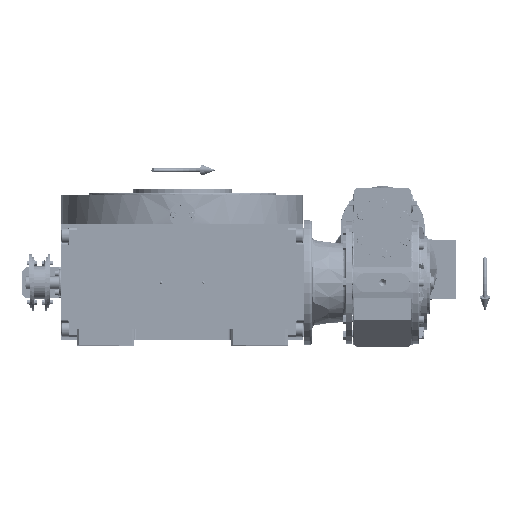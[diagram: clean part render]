
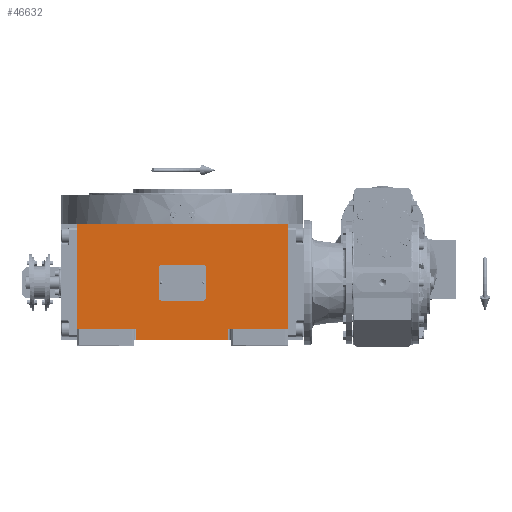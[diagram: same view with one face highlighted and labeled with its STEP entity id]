
A CAD part, top view. The second image highlights one B-rep face of the part: STEP entity #46632.
In plain terms, the highlighted planar face has unit normal (0, 0, 1).
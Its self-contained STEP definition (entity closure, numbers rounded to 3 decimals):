
#1655 = DIRECTION ( 'NONE',  ( 1., 0., 0. ) ) ;
#5512 = LINE ( 'NONE', #148437, #70421 ) ;
#7183 = CARTESIAN_POINT ( 'NONE',  ( -59., -73., 226. ) ) ;
#9302 = DIRECTION ( 'NONE',  ( 1., 0., 0. ) ) ;
#10967 = LINE ( 'NONE', #62906, #88709 ) ;
#13166 = ORIENTED_EDGE ( 'NONE', *, *, #118934, .T. ) ;
#15261 = CARTESIAN_POINT ( 'NONE',  ( 59., -59., 226. ) ) ;
#18274 = FACE_OUTER_BOUND ( 'NONE', #104630, .T. ) ;
#19957 = DIRECTION ( 'NONE',  ( 0., 0., 1. ) ) ;
#23666 = ORIENTED_EDGE ( 'NONE', *, *, #135474, .T. ) ;
#24107 = CARTESIAN_POINT ( 'NONE',  ( 135., -59., 226. ) ) ;
#33948 = LINE ( 'NONE', #61173, #91239 ) ;
#34019 = ORIENTED_EDGE ( 'NONE', *, *, #79806, .F. ) ;
#39658 = VERTEX_POINT ( 'NONE', #86745 ) ;
#45793 = CARTESIAN_POINT ( 'NONE',  ( -59., -59., 226. ) ) ;
#45898 = DIRECTION ( 'NONE',  ( 0., 1., 0. ) ) ;
#46632 = ADVANCED_FACE ( 'NONE', ( #18274 ), #150933, .T. ) ;
#52508 = VERTEX_POINT ( 'NONE', #163064 ) ;
#54444 = LINE ( 'NONE', #15261, #55711 ) ;
#55249 = ORIENTED_EDGE ( 'NONE', *, *, #61342, .F. ) ;
#55711 = VECTOR ( 'NONE', #1655, 1000. ) ;
#58598 = VERTEX_POINT ( 'NONE', #75433 ) ;
#59077 = VERTEX_POINT ( 'NONE', #155999 ) ;
#59116 = DIRECTION ( 'NONE',  ( 1., 0., 0. ) ) ;
#61173 = CARTESIAN_POINT ( 'NONE',  ( -135., -59., 226. ) ) ;
#61342 = EDGE_CURVE ( 'NONE', #59077, #39658, #33948, .T. ) ;
#61933 = ORIENTED_EDGE ( 'NONE', *, *, #106261, .F. ) ;
#62906 = CARTESIAN_POINT ( 'NONE',  ( -135., -59., 226. ) ) ;
#64912 = CARTESIAN_POINT ( 'NONE',  ( -135., 75., 226. ) ) ;
#65148 = EDGE_CURVE ( 'NONE', #52508, #159143, #54444, .T. ) ;
#65841 = VECTOR ( 'NONE', #152333, 1000. ) ;
#68003 = VERTEX_POINT ( 'NONE', #155241 ) ;
#70073 = VECTOR ( 'NONE', #117655, 1000. ) ;
#70421 = VECTOR ( 'NONE', #121261, 1000. ) ;
#73214 = EDGE_CURVE ( 'NONE', #58598, #153125, #143970, .T. ) ;
#73560 = CARTESIAN_POINT ( 'NONE',  ( -135., -73., 226. ) ) ;
#75433 = CARTESIAN_POINT ( 'NONE',  ( -59., -73., 226. ) ) ;
#77683 = LINE ( 'NONE', #64912, #70073 ) ;
#79313 = ORIENTED_EDGE ( 'NONE', *, *, #106455, .T. ) ;
#79806 = EDGE_CURVE ( 'NONE', #39658, #125782, #77683, .T. ) ;
#86745 = CARTESIAN_POINT ( 'NONE',  ( -135., 75., 226. ) ) ;
#88709 = VECTOR ( 'NONE', #9302, 1000. ) ;
#91239 = VECTOR ( 'NONE', #45898, 1000. ) ;
#91598 = AXIS2_PLACEMENT_3D ( 'NONE', #73560, #19957, #125421 ) ;
#100451 = LINE ( 'NONE', #154843, #65841 ) ;
#104630 = EDGE_LOOP ( 'NONE', ( #79313, #61933, #115603, #23666, #34019, #55249, #13166, #121078 ) ) ;
#106261 = EDGE_CURVE ( 'NONE', #52508, #68003, #5512, .T. ) ;
#106455 = EDGE_CURVE ( 'NONE', #58598, #68003, #162871, .T. ) ;
#115603 = ORIENTED_EDGE ( 'NONE', *, *, #65148, .T. ) ;
#117655 = DIRECTION ( 'NONE',  ( 1., 0., 0. ) ) ;
#118934 = EDGE_CURVE ( 'NONE', #59077, #153125, #10967, .T. ) ;
#121078 = ORIENTED_EDGE ( 'NONE', *, *, #73214, .F. ) ;
#121261 = DIRECTION ( 'NONE',  ( 0., -1., 0. ) ) ;
#125421 = DIRECTION ( 'NONE',  ( 1., 0., 0. ) ) ;
#125782 = VERTEX_POINT ( 'NONE', #156341 ) ;
#135474 = EDGE_CURVE ( 'NONE', #159143, #125782, #100451, .T. ) ;
#135812 = VECTOR ( 'NONE', #157569, 1000. ) ;
#138546 = VECTOR ( 'NONE', #59116, 1000. ) ;
#141445 = CARTESIAN_POINT ( 'NONE',  ( -59., -73., 226. ) ) ;
#143970 = LINE ( 'NONE', #141445, #135812 ) ;
#148437 = CARTESIAN_POINT ( 'NONE',  ( 59., -59., 226. ) ) ;
#150933 = PLANE ( 'NONE',  #91598 ) ;
#152333 = DIRECTION ( 'NONE',  ( 0., 1., 0. ) ) ;
#153125 = VERTEX_POINT ( 'NONE', #45793 ) ;
#154843 = CARTESIAN_POINT ( 'NONE',  ( 135., -59., 226. ) ) ;
#155241 = CARTESIAN_POINT ( 'NONE',  ( 59., -73., 226. ) ) ;
#155999 = CARTESIAN_POINT ( 'NONE',  ( -135., -59., 226. ) ) ;
#156341 = CARTESIAN_POINT ( 'NONE',  ( 135., 75., 226. ) ) ;
#157569 = DIRECTION ( 'NONE',  ( 0., 1., 0. ) ) ;
#159143 = VERTEX_POINT ( 'NONE', #24107 ) ;
#162871 = LINE ( 'NONE', #7183, #138546 ) ;
#163064 = CARTESIAN_POINT ( 'NONE',  ( 59., -59., 226. ) ) ;
